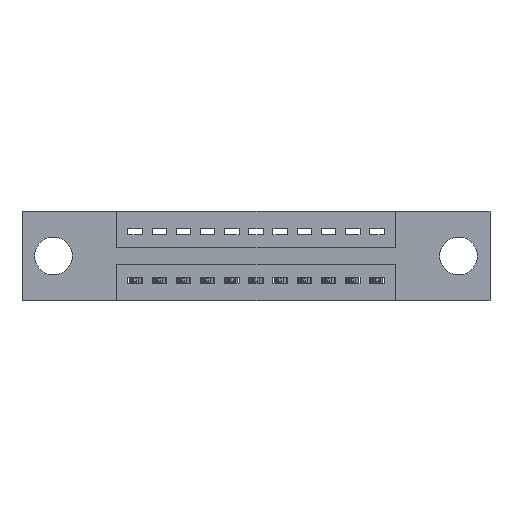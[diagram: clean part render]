
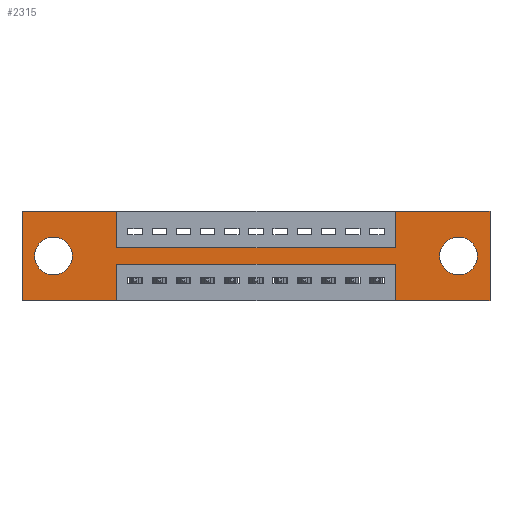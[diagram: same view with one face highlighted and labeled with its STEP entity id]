
A CAD part, front view. The second image highlights one B-rep face of the part: STEP entity #2315.
In plain terms, the highlighted planar face has unit normal (0, -1, 0).
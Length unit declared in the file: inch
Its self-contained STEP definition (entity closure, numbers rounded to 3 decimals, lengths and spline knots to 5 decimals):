
#56 = AXIS2_PLACEMENT_3D ( 'NONE', #4985, #5065, #2303 ) ;
#174 = FACE_OUTER_BOUND ( 'NONE', #686, .T. ) ;
#337 = ORIENTED_EDGE ( 'NONE', *, *, #12306, .F. ) ;
#340 = VECTOR ( 'NONE', #9046, 39.37008 ) ;
#391 = EDGE_CURVE ( 'NONE', #6921, #8027, #12136, .T. ) ;
#507 = ORIENTED_EDGE ( 'NONE', *, *, #2033, .F. ) ;
#659 = VECTOR ( 'NONE', #12166, 39.37008 ) ;
#686 = EDGE_LOOP ( 'NONE', ( #1533, #1612, #5356, #5733, #5621, #996, #6553, #7924, #11464, #337, #7301, #507 ) ) ;
#799 = CARTESIAN_POINT ( 'NONE',  ( 1.935, 0., -0.37 ) ) ;
#842 = DIRECTION ( 'NONE',  ( 1., 0., 0. ) ) ;
#893 = VERTEX_POINT ( 'NONE', #12276 ) ;
#920 = EDGE_CURVE ( 'NONE', #7158, #1807, #4454, .T. ) ;
#994 = VECTOR ( 'NONE', #6556, 39.37008 ) ;
#996 = ORIENTED_EDGE ( 'NONE', *, *, #920, .F. ) ;
#1380 = CARTESIAN_POINT ( 'NONE',  ( 0., 0., 0. ) ) ;
#1406 = DIRECTION ( 'NONE',  ( 0., 0., -1. ) ) ;
#1409 = FACE_BOUND ( 'NONE', #7086, .T. ) ;
#1418 = VECTOR ( 'NONE', #1805, 39.37008 ) ;
#1491 = CARTESIAN_POINT ( 'NONE',  ( 0., 0., 0. ) ) ;
#1504 = CARTESIAN_POINT ( 'NONE',  ( 0.3925, 0., -0.15 ) ) ;
#1533 = ORIENTED_EDGE ( 'NONE', *, *, #391, .F. ) ;
#1612 = ORIENTED_EDGE ( 'NONE', *, *, #11112, .F. ) ;
#1771 = LINE ( 'NONE', #1380, #10064 ) ;
#1800 = CARTESIAN_POINT ( 'NONE',  ( 1.935, 0., 0. ) ) ;
#1805 = DIRECTION ( 'NONE',  ( -1., 0., 0. ) ) ;
#1807 = VERTEX_POINT ( 'NONE', #8301 ) ;
#1823 = LINE ( 'NONE', #1491, #11447 ) ;
#1981 = ORIENTED_EDGE ( 'NONE', *, *, #7340, .T. ) ;
#2033 = EDGE_CURVE ( 'NONE', #8027, #11333, #12085, .T. ) ;
#2158 = LINE ( 'NONE', #1504, #12080 ) ;
#2191 = EDGE_CURVE ( 'NONE', #4507, #7113, #10167, .T. ) ;
#2303 = DIRECTION ( 'NONE',  ( 0., 0., 1. ) ) ;
#2315 = ADVANCED_FACE ( 'NONE', ( #11352, #1409, #174 ), #3401, .T. ) ;
#2368 = CARTESIAN_POINT ( 'NONE',  ( 0.13, 0., -0.263 ) ) ;
#2481 = EDGE_CURVE ( 'NONE', #5513, #893, #12377, .T. ) ;
#2660 = VERTEX_POINT ( 'NONE', #8679 ) ;
#2703 = CARTESIAN_POINT ( 'NONE',  ( 0.3925, 0., -0.22 ) ) ;
#2864 = CARTESIAN_POINT ( 'NONE',  ( 0.3925, 0., -0.37 ) ) ;
#3327 = VECTOR ( 'NONE', #6737, 39.37008 ) ;
#3390 = ORIENTED_EDGE ( 'NONE', *, *, #10716, .T. ) ;
#3401 = PLANE ( 'NONE',  #10922 ) ;
#3593 = DIRECTION ( 'NONE',  ( -1., 0., 0. ) ) ;
#3689 = VERTEX_POINT ( 'NONE', #7943 ) ;
#3714 = CARTESIAN_POINT ( 'NONE',  ( 0., 0., 0. ) ) ;
#3782 = DIRECTION ( 'NONE',  ( -1., 0., 0. ) ) ;
#3875 = AXIS2_PLACEMENT_3D ( 'NONE', #4309, #10138, #8238 ) ;
#3924 = CARTESIAN_POINT ( 'NONE',  ( 0., 0., -0.37 ) ) ;
#4064 = CIRCLE ( 'NONE', #4190, 0.078 ) ;
#4190 = AXIS2_PLACEMENT_3D ( 'NONE', #5506, #12176, #7396 ) ;
#4228 = CARTESIAN_POINT ( 'NONE',  ( 1.5425, 0., -0.37 ) ) ;
#4284 = DIRECTION ( 'NONE',  ( 0., 0., -1. ) ) ;
#4309 = CARTESIAN_POINT ( 'NONE',  ( 0.13, 0., -0.185 ) ) ;
#4347 = CARTESIAN_POINT ( 'NONE',  ( 0.3925, 0., 0. ) ) ;
#4454 = LINE ( 'NONE', #3714, #5045 ) ;
#4504 = EDGE_CURVE ( 'NONE', #11333, #7969, #1771, .T. ) ;
#4507 = VERTEX_POINT ( 'NONE', #4609 ) ;
#4609 = CARTESIAN_POINT ( 'NONE',  ( 1.5425, 0., -0.37 ) ) ;
#4951 = CIRCLE ( 'NONE', #56, 0.078 ) ;
#4985 = CARTESIAN_POINT ( 'NONE',  ( 0.13, 0., -0.185 ) ) ;
#5045 = VECTOR ( 'NONE', #842, 39.37008 ) ;
#5065 = DIRECTION ( 'NONE',  ( 0., 1., 0. ) ) ;
#5203 = DIRECTION ( 'NONE',  ( 0., 0., 1. ) ) ;
#5276 = CARTESIAN_POINT ( 'NONE',  ( 1.5425, 0., 0. ) ) ;
#5356 = ORIENTED_EDGE ( 'NONE', *, *, #2191, .F. ) ;
#5427 = LINE ( 'NONE', #7902, #3327 ) ;
#5506 = CARTESIAN_POINT ( 'NONE',  ( 1.805, 0., -0.185 ) ) ;
#5513 = VERTEX_POINT ( 'NONE', #7255 ) ;
#5560 = CARTESIAN_POINT ( 'NONE',  ( 0.13, 0., -0.107 ) ) ;
#5591 = CIRCLE ( 'NONE', #5778, 0.078 ) ;
#5621 = ORIENTED_EDGE ( 'NONE', *, *, #5656, .F. ) ;
#5656 = EDGE_CURVE ( 'NONE', #1807, #8775, #6054, .T. ) ;
#5733 = ORIENTED_EDGE ( 'NONE', *, *, #5837, .F. ) ;
#5778 = AXIS2_PLACEMENT_3D ( 'NONE', #7090, #10944, #4284 ) ;
#5837 = EDGE_CURVE ( 'NONE', #8775, #4507, #6815, .T. ) ;
#6054 = LINE ( 'NONE', #1800, #659 ) ;
#6106 = EDGE_CURVE ( 'NONE', #893, #3689, #2158, .T. ) ;
#6222 = CIRCLE ( 'NONE', #3875, 0.078 ) ;
#6228 = CARTESIAN_POINT ( 'NONE',  ( 1.5425, 0., -0.22 ) ) ;
#6295 = CARTESIAN_POINT ( 'NONE',  ( 0.3925, 0., -0.22 ) ) ;
#6553 = ORIENTED_EDGE ( 'NONE', *, *, #11565, .F. ) ;
#6556 = DIRECTION ( 'NONE',  ( 0., 0., -1. ) ) ;
#6737 = DIRECTION ( 'NONE',  ( 0., 0., 1. ) ) ;
#6815 = LINE ( 'NONE', #8420, #1418 ) ;
#6921 = VERTEX_POINT ( 'NONE', #6295 ) ;
#7086 = EDGE_LOOP ( 'NONE', ( #10334, #11418 ) ) ;
#7090 = CARTESIAN_POINT ( 'NONE',  ( 1.805, 0., -0.185 ) ) ;
#7113 = VERTEX_POINT ( 'NONE', #6228 ) ;
#7158 = VERTEX_POINT ( 'NONE', #5276 ) ;
#7255 = CARTESIAN_POINT ( 'NONE',  ( 0.3925, 0., 0. ) ) ;
#7273 = VECTOR ( 'NONE', #1406, 39.37008 ) ;
#7301 = ORIENTED_EDGE ( 'NONE', *, *, #4504, .F. ) ;
#7340 = EDGE_CURVE ( 'NONE', #2660, #12115, #5591, .T. ) ;
#7396 = DIRECTION ( 'NONE',  ( 0., 0., -1. ) ) ;
#7902 = CARTESIAN_POINT ( 'NONE',  ( 1.5425, 0., 0. ) ) ;
#7924 = ORIENTED_EDGE ( 'NONE', *, *, #6106, .F. ) ;
#7943 = CARTESIAN_POINT ( 'NONE',  ( 1.5425, 0., -0.15 ) ) ;
#7969 = VERTEX_POINT ( 'NONE', #11495 ) ;
#8027 = VERTEX_POINT ( 'NONE', #11568 ) ;
#8165 = CARTESIAN_POINT ( 'NONE',  ( 0., 0., -0.37 ) ) ;
#8202 = EDGE_CURVE ( 'NONE', #10530, #11939, #4951, .T. ) ;
#8238 = DIRECTION ( 'NONE',  ( 0., 0., 1. ) ) ;
#8301 = CARTESIAN_POINT ( 'NONE',  ( 1.935, 0., 0. ) ) ;
#8420 = CARTESIAN_POINT ( 'NONE',  ( 0., 0., -0.37 ) ) ;
#8679 = CARTESIAN_POINT ( 'NONE',  ( 1.805, 0., -0.107 ) ) ;
#8775 = VERTEX_POINT ( 'NONE', #799 ) ;
#8917 = CARTESIAN_POINT ( 'NONE',  ( 1.805, 0., -0.263 ) ) ;
#9046 = DIRECTION ( 'NONE',  ( 0., 0., 1. ) ) ;
#9577 = EDGE_CURVE ( 'NONE', #11939, #10530, #6222, .T. ) ;
#9606 = CARTESIAN_POINT ( 'NONE',  ( 0., 0., -0.37 ) ) ;
#10030 = DIRECTION ( 'NONE',  ( 1., 0., 0. ) ) ;
#10064 = VECTOR ( 'NONE', #5203, 39.37008 ) ;
#10138 = DIRECTION ( 'NONE',  ( 0., 1., 0. ) ) ;
#10167 = LINE ( 'NONE', #4228, #340 ) ;
#10334 = ORIENTED_EDGE ( 'NONE', *, *, #8202, .T. ) ;
#10433 = VECTOR ( 'NONE', #3593, 39.37008 ) ;
#10530 = VERTEX_POINT ( 'NONE', #5560 ) ;
#10716 = EDGE_CURVE ( 'NONE', #12115, #2660, #4064, .T. ) ;
#10922 = AXIS2_PLACEMENT_3D ( 'NONE', #8165, #12172, #12133 ) ;
#10944 = DIRECTION ( 'NONE',  ( 0., 1., 0. ) ) ;
#11112 = EDGE_CURVE ( 'NONE', #7113, #6921, #12487, .T. ) ;
#11139 = DIRECTION ( 'NONE',  ( 1., 0., 0. ) ) ;
#11333 = VERTEX_POINT ( 'NONE', #3924 ) ;
#11352 = FACE_BOUND ( 'NONE', #12007, .T. ) ;
#11418 = ORIENTED_EDGE ( 'NONE', *, *, #9577, .T. ) ;
#11447 = VECTOR ( 'NONE', #10030, 39.37008 ) ;
#11464 = ORIENTED_EDGE ( 'NONE', *, *, #2481, .F. ) ;
#11495 = CARTESIAN_POINT ( 'NONE',  ( 0., 0., 0. ) ) ;
#11565 = EDGE_CURVE ( 'NONE', #3689, #7158, #5427, .T. ) ;
#11568 = CARTESIAN_POINT ( 'NONE',  ( 0.3925, 0., -0.37 ) ) ;
#11793 = VECTOR ( 'NONE', #3782, 39.37008 ) ;
#11939 = VERTEX_POINT ( 'NONE', #2368 ) ;
#12007 = EDGE_LOOP ( 'NONE', ( #1981, #3390 ) ) ;
#12080 = VECTOR ( 'NONE', #11139, 39.37008 ) ;
#12085 = LINE ( 'NONE', #9606, #11793 ) ;
#12115 = VERTEX_POINT ( 'NONE', #8917 ) ;
#12133 = DIRECTION ( 'NONE',  ( 0., 0., -1. ) ) ;
#12136 = LINE ( 'NONE', #2864, #994 ) ;
#12166 = DIRECTION ( 'NONE',  ( 0., 0., -1. ) ) ;
#12172 = DIRECTION ( 'NONE',  ( 0., -1., 0. ) ) ;
#12176 = DIRECTION ( 'NONE',  ( 0., 1., 0. ) ) ;
#12276 = CARTESIAN_POINT ( 'NONE',  ( 0.3925, 0., -0.15 ) ) ;
#12306 = EDGE_CURVE ( 'NONE', #7969, #5513, #1823, .T. ) ;
#12377 = LINE ( 'NONE', #4347, #7273 ) ;
#12487 = LINE ( 'NONE', #2703, #10433 ) ;
